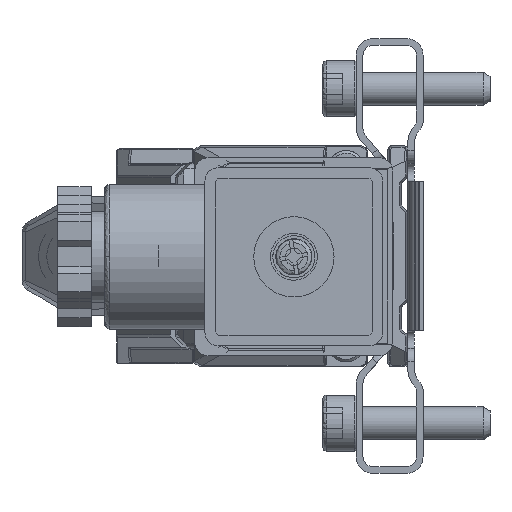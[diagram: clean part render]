
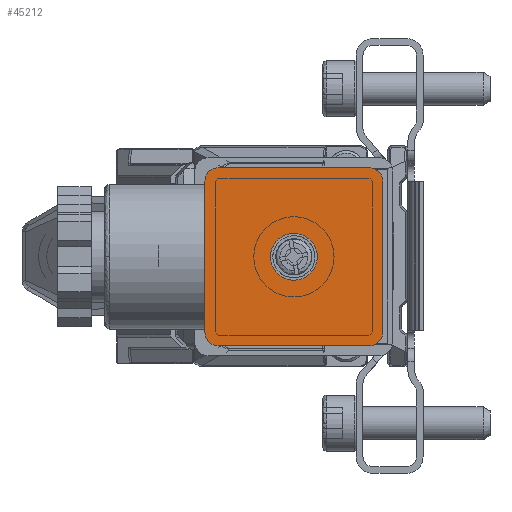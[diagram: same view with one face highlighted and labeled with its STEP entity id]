
A CAD part, left-side view. The second image highlights one B-rep face of the part: STEP entity #45212.
In plain terms, the highlighted planar face has unit normal (-1, 0, 0).
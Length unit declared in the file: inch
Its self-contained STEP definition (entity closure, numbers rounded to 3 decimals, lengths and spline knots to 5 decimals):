
#119 = VERTEX_POINT ( 'NONE', #42822 ) ;
#1936 = CARTESIAN_POINT ( 'NONE',  ( -10.67717, 1.19347, -1.09754 ) ) ;
#3726 = CARTESIAN_POINT ( 'NONE',  ( -10.67717, 1.11473, -1.09754 ) ) ;
#4521 = DIRECTION ( 'NONE',  ( 1., 0., 0. ) ) ;
#4706 = CARTESIAN_POINT ( 'NONE',  ( -10.67717, 0.66984, -0.65265 ) ) ;
#4967 = CARTESIAN_POINT ( 'NONE',  ( -10.67717, 1.19347, -1.17628 ) ) ;
#6280 = CARTESIAN_POINT ( 'NONE',  ( -10.67717, 1.19347, -1.17628 ) ) ;
#6839 = CIRCLE ( 'NONE', #17258, 0.1378 ) ;
#7776 = FACE_BOUND ( 'NONE', #19839, .T. ) ;
#7961 = DIRECTION ( 'NONE',  ( 0., 0., -1. ) ) ;
#8477 = VECTOR ( 'NONE', #27224, 39.37008 ) ;
#8481 = ORIENTED_EDGE ( 'NONE', *, *, #17911, .F. ) ;
#8809 = VERTEX_POINT ( 'NONE', #9196 ) ;
#8924 = ORIENTED_EDGE ( 'NONE', *, *, #21688, .F. ) ;
#9120 = CARTESIAN_POINT ( 'NONE',  ( -10.67717, 0.66984, -0.79045 ) ) ;
#9196 = CARTESIAN_POINT ( 'NONE',  ( -10.67717, 1.11473, -1.17628 ) ) ;
#10603 = CARTESIAN_POINT ( 'NONE',  ( -10.67717, 0.14622, -0.20777 ) ) ;
#11129 = VERTEX_POINT ( 'NONE', #40040 ) ;
#11534 = AXIS2_PLACEMENT_3D ( 'NONE', #28489, #19356, #18687 ) ;
#12706 = ORIENTED_EDGE ( 'NONE', *, *, #44362, .F. ) ;
#13029 = LINE ( 'NONE', #6280, #8477 ) ;
#13505 = ORIENTED_EDGE ( 'NONE', *, *, #13940, .F. ) ;
#13940 = EDGE_CURVE ( 'NONE', #28988, #119, #29411, .T. ) ;
#14194 = DIRECTION ( 'NONE',  ( 0., 0., -1. ) ) ;
#14437 = EDGE_CURVE ( 'NONE', #20748, #39862, #22970, .T. ) ;
#15319 = DIRECTION ( 'NONE',  ( 0., -1., 0. ) ) ;
#15507 = AXIS2_PLACEMENT_3D ( 'NONE', #3726, #45854, #42367 ) ;
#17258 = AXIS2_PLACEMENT_3D ( 'NONE', #4706, #25857, #7961 ) ;
#17322 = CARTESIAN_POINT ( 'NONE',  ( -10.67717, 0.14622, -1.09754 ) ) ;
#17911 = EDGE_CURVE ( 'NONE', #32027, #11129, #24173, .T. ) ;
#18687 = DIRECTION ( 'NONE',  ( 0., -1., 0. ) ) ;
#19356 = DIRECTION ( 'NONE',  ( 1., 0., 0. ) ) ;
#19839 = EDGE_LOOP ( 'NONE', ( #27081 ) ) ;
#19902 = VECTOR ( 'NONE', #14194, 39.37008 ) ;
#20006 = LINE ( 'NONE', #27940, #44105 ) ;
#20748 = VERTEX_POINT ( 'NONE', #23212 ) ;
#21688 = EDGE_CURVE ( 'NONE', #39862, #32027, #35146, .T. ) ;
#22802 = CARTESIAN_POINT ( 'NONE',  ( -10.67717, 1.11473, -0.12903 ) ) ;
#22970 = CIRCLE ( 'NONE', #31932, 0.07874 ) ;
#23031 = ORIENTED_EDGE ( 'NONE', *, *, #26637, .F. ) ;
#23212 = CARTESIAN_POINT ( 'NONE',  ( -10.67717, 0.22496, -0.12903 ) ) ;
#23738 = AXIS2_PLACEMENT_3D ( 'NONE', #29734, #33224, #36497 ) ;
#23741 = EDGE_LOOP ( 'NONE', ( #39965, #8481, #8924, #34515, #23031, #34504, #13505, #12706 ) ) ;
#24173 = CIRCLE ( 'NONE', #11534, 0.07874 ) ;
#24450 = VECTOR ( 'NONE', #32048, 39.37008 ) ;
#25857 = DIRECTION ( 'NONE',  ( -1., 0., 0. ) ) ;
#26637 = EDGE_CURVE ( 'NONE', #34347, #20748, #20006, .T. ) ;
#27081 = ORIENTED_EDGE ( 'NONE', *, *, #34309, .F. ) ;
#27224 = DIRECTION ( 'NONE',  ( 0., 1., 0. ) ) ;
#27940 = CARTESIAN_POINT ( 'NONE',  ( -10.67717, 1.19347, -0.12903 ) ) ;
#28219 = AXIS2_PLACEMENT_3D ( 'NONE', #40109, #4521, #36390 ) ;
#28252 = CIRCLE ( 'NONE', #23738, 0.07874 ) ;
#28489 = CARTESIAN_POINT ( 'NONE',  ( -10.67717, 0.22496, -1.09754 ) ) ;
#28988 = VERTEX_POINT ( 'NONE', #1936 ) ;
#29069 = DIRECTION ( 'NONE',  ( 1., 0., 0. ) ) ;
#29411 = LINE ( 'NONE', #4967, #24450 ) ;
#29734 = CARTESIAN_POINT ( 'NONE',  ( -10.67717, 1.11473, -0.20777 ) ) ;
#31889 = CARTESIAN_POINT ( 'NONE',  ( -10.67717, 0.14622, -1.17628 ) ) ;
#31932 = AXIS2_PLACEMENT_3D ( 'NONE', #43294, #29069, #15319 ) ;
#32027 = VERTEX_POINT ( 'NONE', #17322 ) ;
#32048 = DIRECTION ( 'NONE',  ( 0., 0., 1. ) ) ;
#32947 = EDGE_CURVE ( 'NONE', #11129, #8809, #13029, .T. ) ;
#33224 = DIRECTION ( 'NONE',  ( 1., 0., 0. ) ) ;
#34309 = EDGE_CURVE ( 'NONE', #37062, #37062, #6839, .T. ) ;
#34347 = VERTEX_POINT ( 'NONE', #22802 ) ;
#34435 = DIRECTION ( 'NONE',  ( 0., -1., 0. ) ) ;
#34504 = ORIENTED_EDGE ( 'NONE', *, *, #45678, .F. ) ;
#34515 = ORIENTED_EDGE ( 'NONE', *, *, #14437, .F. ) ;
#35146 = LINE ( 'NONE', #31889, #19902 ) ;
#35597 = CIRCLE ( 'NONE', #15507, 0.07874 ) ;
#36390 = DIRECTION ( 'NONE',  ( 0., 0., 1. ) ) ;
#36497 = DIRECTION ( 'NONE',  ( 0., -1., 0. ) ) ;
#37062 = VERTEX_POINT ( 'NONE', #9120 ) ;
#39204 = FACE_OUTER_BOUND ( 'NONE', #23741, .T. ) ;
#39862 = VERTEX_POINT ( 'NONE', #10603 ) ;
#39965 = ORIENTED_EDGE ( 'NONE', *, *, #32947, .F. ) ;
#40040 = CARTESIAN_POINT ( 'NONE',  ( -10.67717, 0.22496, -1.17628 ) ) ;
#40109 = CARTESIAN_POINT ( 'NONE',  ( -10.67717, 1.19347, -1.17628 ) ) ;
#42367 = DIRECTION ( 'NONE',  ( 0., -1., 0. ) ) ;
#42822 = CARTESIAN_POINT ( 'NONE',  ( -10.67717, 1.19347, -0.20777 ) ) ;
#42942 = PLANE ( 'NONE',  #28219 ) ;
#43294 = CARTESIAN_POINT ( 'NONE',  ( -10.67717, 0.22496, -0.20777 ) ) ;
#44105 = VECTOR ( 'NONE', #34435, 39.37008 ) ;
#44362 = EDGE_CURVE ( 'NONE', #8809, #28988, #35597, .T. ) ;
#45212 = ADVANCED_FACE ( 'NONE', ( #39204, #7776 ), #42942, .F. ) ;
#45678 = EDGE_CURVE ( 'NONE', #119, #34347, #28252, .T. ) ;
#45854 = DIRECTION ( 'NONE',  ( 1., 0., 0. ) ) ;
